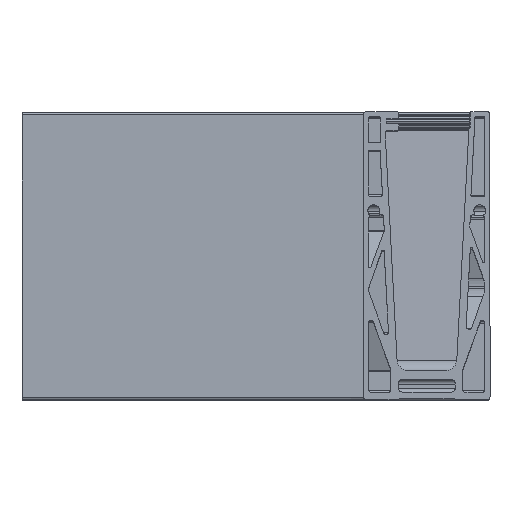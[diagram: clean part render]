
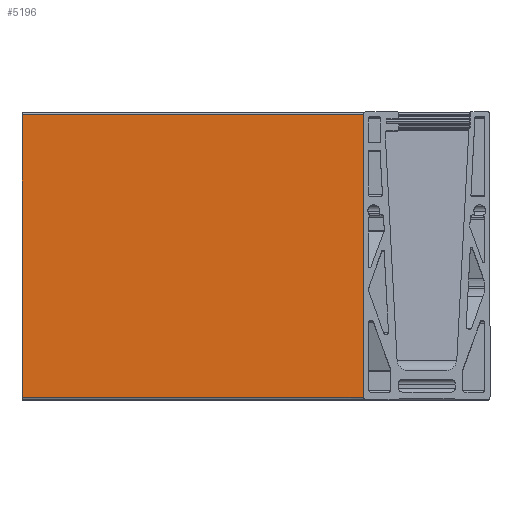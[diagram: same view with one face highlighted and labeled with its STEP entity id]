
A CAD part, top view. The second image highlights one B-rep face of the part: STEP entity #5196.
In plain terms, the highlighted planar face has unit normal (0, 0, 1).
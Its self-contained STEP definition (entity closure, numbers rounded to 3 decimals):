
#120 = VERTEX_POINT ( 'NONE', #3777 ) ;
#402 = LINE ( 'NONE', #7545, #3525 ) ;
#809 = EDGE_CURVE ( 'NONE', #8031, #2945, #2222, .T. ) ;
#1367 = CARTESIAN_POINT ( 'NONE',  ( 143., 119.4, 1. ) ) ;
#1776 = VERTEX_POINT ( 'NONE', #5208 ) ;
#1777 = DIRECTION ( 'NONE',  ( 1., 0., 0. ) ) ;
#2012 = CARTESIAN_POINT ( 'NONE',  ( 0., 119.4, 1. ) ) ;
#2222 = LINE ( 'NONE', #4882, #7518 ) ;
#2303 = EDGE_LOOP ( 'NONE', ( #7762, #5677, #2912, #5854 ) ) ;
#2581 = FACE_OUTER_BOUND ( 'NONE', #2303, .T. ) ;
#2746 = DIRECTION ( 'NONE',  ( 0., 1., 0. ) ) ;
#2912 = ORIENTED_EDGE ( 'NONE', *, *, #4317, .F. ) ;
#2945 = VERTEX_POINT ( 'NONE', #6208 ) ;
#3525 = VECTOR ( 'NONE', #6280, 1000. ) ;
#3777 = CARTESIAN_POINT ( 'NONE',  ( 143., 119.4, 1. ) ) ;
#4003 = DIRECTION ( 'NONE',  ( 0., 0., 1. ) ) ;
#4317 = EDGE_CURVE ( 'NONE', #8031, #120, #5738, .T. ) ;
#4504 = VECTOR ( 'NONE', #2746, 1000. ) ;
#4882 = CARTESIAN_POINT ( 'NONE',  ( 0., 119.4, 1. ) ) ;
#5196 = ADVANCED_FACE ( 'NONE', ( #2581 ), #7286, .T. ) ;
#5208 = CARTESIAN_POINT ( 'NONE',  ( 143., 1., 1. ) ) ;
#5677 = ORIENTED_EDGE ( 'NONE', *, *, #6627, .T. ) ;
#5738 = LINE ( 'NONE', #6434, #6832 ) ;
#5854 = ORIENTED_EDGE ( 'NONE', *, *, #809, .T. ) ;
#6208 = CARTESIAN_POINT ( 'NONE',  ( 0., 1., 1. ) ) ;
#6280 = DIRECTION ( 'NONE',  ( 1., 0., 0. ) ) ;
#6434 = CARTESIAN_POINT ( 'NONE',  ( 0., 119.4, 1. ) ) ;
#6627 = EDGE_CURVE ( 'NONE', #1776, #120, #7418, .T. ) ;
#6690 = EDGE_CURVE ( 'NONE', #2945, #1776, #402, .T. ) ;
#6832 = VECTOR ( 'NONE', #1777, 1000. ) ;
#6889 = DIRECTION ( 'NONE',  ( 0., -1., 0. ) ) ;
#7286 = PLANE ( 'NONE',  #7625 ) ;
#7418 = LINE ( 'NONE', #1367, #4504 ) ;
#7518 = VECTOR ( 'NONE', #6889, 1000. ) ;
#7545 = CARTESIAN_POINT ( 'NONE',  ( 0., 1., 1. ) ) ;
#7625 = AXIS2_PLACEMENT_3D ( 'NONE', #2012, #4003, #8066 ) ;
#7762 = ORIENTED_EDGE ( 'NONE', *, *, #6690, .T. ) ;
#8031 = VERTEX_POINT ( 'NONE', #8090 ) ;
#8066 = DIRECTION ( 'NONE',  ( 0., -1., 0. ) ) ;
#8090 = CARTESIAN_POINT ( 'NONE',  ( 0., 119.4, 1. ) ) ;
